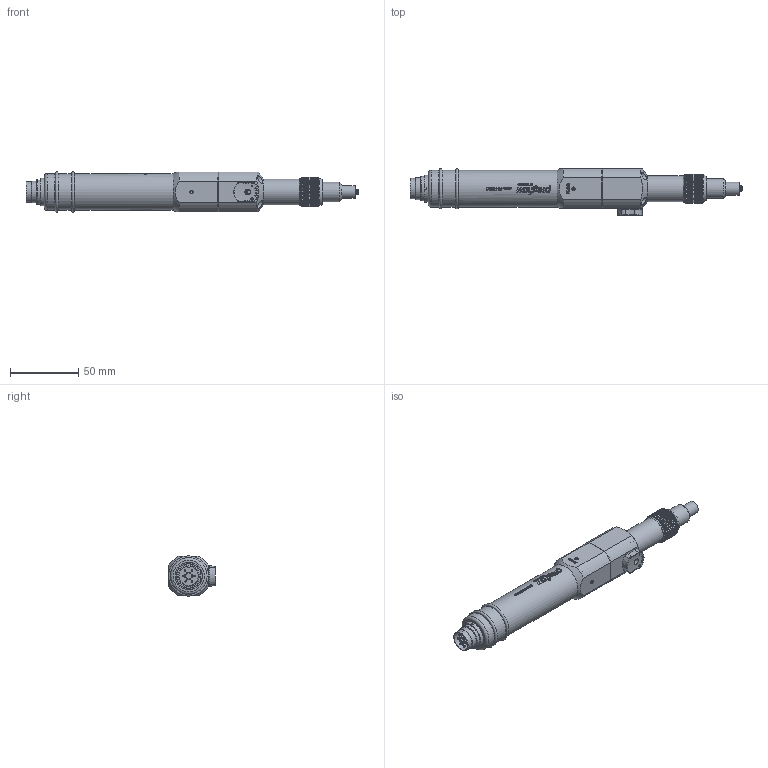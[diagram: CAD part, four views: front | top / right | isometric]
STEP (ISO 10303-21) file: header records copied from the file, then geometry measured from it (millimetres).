
FILE_DESCRIPTION (( 'STEP AP214' ), '1' );
FILE_NAME ('Dispenser eco-PEN340-+-DO003139.STEP', '2018-09-06T15:25:26', ( '' ), ( '' ), 'SwSTEP 2.0', 'SolidWorks 2017', '' );
FILE_SCHEMA (( 'AUTOMOTIVE_DESIGN' ));
Length unit declared in the file: millimetre
Products named in the file (1): Dispenser eco-PEN340-+-DO003139
Bounding box: 243.85 x 34.47 x 29.6 mm (x, y, z)
Volume: 121396.2 mm3; surface area: 25475.8 mm2
Topology: 2 solids, 11 shells, 1003 faces, 3095 edges, 2247 vertices
Faces by surface type: plane 467, cylinder 273, bspline 156, cone 65, torus 42
Full cylindrical faces by diameter (mm): 1 x14, 2 x3, 2.5 x2, 3.2 x1, 3.3 x4, 5.6 x4, 8.2 x1, 8.5 x1, 8.566 x1, 9.5 x1, 14.4 x1, 14.6 x1, 15 x1, 16 x1, 18 x1, 19 x1, 20 x1, 26.364 x4, 27 x3
Entity records: 56178 total; most frequent: CARTESIAN_POINT 20768, ORIENTED_EDGE 5808, DIRECTION 4105, EDGE_CURVE 2904, VERTEX_POINT 2184, AXIS2_PLACEMENT_3D 1472, EDGE_LOOP 1264, LINE 1161
